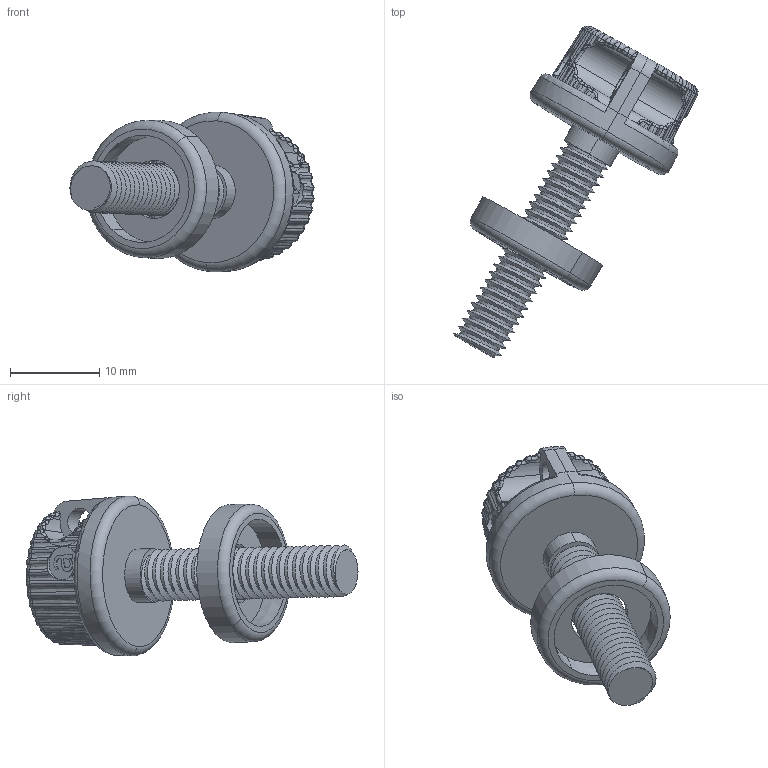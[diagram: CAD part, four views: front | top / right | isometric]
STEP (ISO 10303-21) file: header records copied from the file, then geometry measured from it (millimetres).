
FILE_DESCRIPTION (( 'STEP AP203' ), '1' );
FILE_NAME ('VPS01.1.1_Pano Perde Sacý Vidasý.STEP', '2025-08-20T12:12:02', ( '' ), ( '' ), 'SwSTEP 2.0', 'SolidWorks 2021', '' );
FILE_SCHEMA (( 'CONFIG_CONTROL_DESIGN' ));
Length unit declared in the file: millimetre
Products named in the file (3): VPS01.1.1_Pano Perde Sacý Vidasý; PANO_SIKMA_3 (mühür vidasý); 3353060606 - M6 CÝVATA PULU ( PLS - RAL 7035)
Assembly tree (2 placements, depth 2):
  VPS01.1.1_Pano Perde Sacý Vidasý
    PANO_SIKMA_3 (mühür vidasý)
    3353060606 - M6 CÝVATA PULU ( PLS - RAL 7035)
Bounding box: 27.29 x 37.11 x 17.83 mm (x, y, z)
Volume: 344.8 mm3; surface area: 2391.2 mm2
Topology: 1 solids, 2 shells, 443 faces, 1202 edges, 729 vertices
Faces by surface type: bspline 282, cylinder 74, plane 68, cone 12, torus 7
Entity records: 58956 total; most frequent: CARTESIAN_POINT 50398, ORIENTED_EDGE 2332, EDGE_CURVE 1166, B_SPLINE_CURVE_WITH_KNOTS 786, DIRECTION 751, VERTEX_POINT 729, EDGE_LOOP 461, ADVANCED_FACE 449
